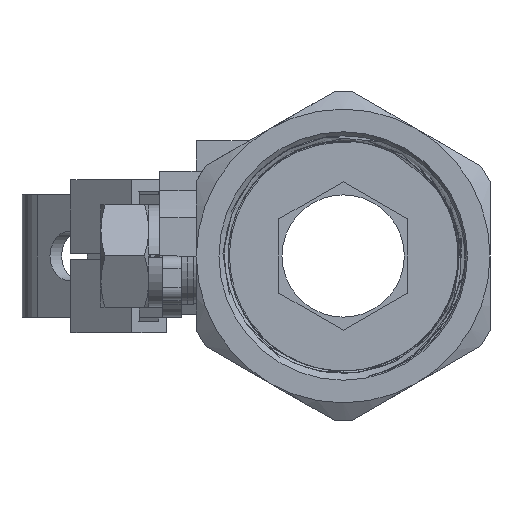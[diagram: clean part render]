
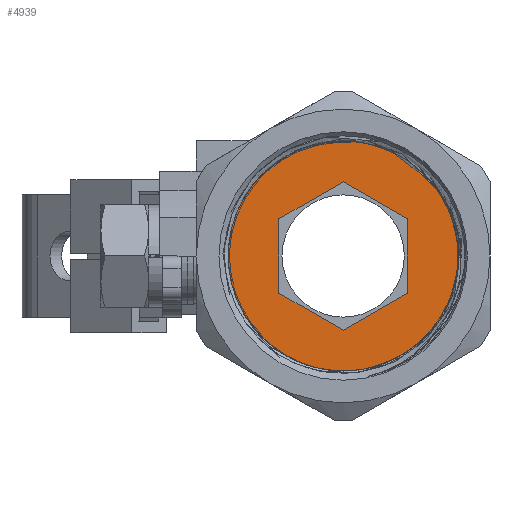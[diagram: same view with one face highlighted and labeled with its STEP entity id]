
A CAD part, left-side view. The second image highlights one B-rep face of the part: STEP entity #4939.
In plain terms, the highlighted planar face has unit normal (-1, 0, 0).
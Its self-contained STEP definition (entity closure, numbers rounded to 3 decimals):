
#231=LINE('',#18976,#506);
#241=LINE('',#20662,#516);
#244=LINE('',#20668,#519);
#246=LINE('',#20672,#521);
#248=LINE('',#20676,#523);
#250=LINE('',#20680,#525);
#252=LINE('',#20684,#527);
#506=VECTOR('',#5969,1000.);
#516=VECTOR('',#5987,1000.);
#519=VECTOR('',#5992,1000.);
#521=VECTOR('',#5996,1000.);
#523=VECTOR('',#6000,1000.);
#525=VECTOR('',#6004,1000.);
#527=VECTOR('',#6008,1000.);
#903=B_SPLINE_CURVE_WITH_KNOTS('',3,(#19557,#19558,#19559,#19560),
 .UNSPECIFIED.,.F.,.F.,(4,4),(0.,1.),.UNSPECIFIED.);
#1840=ORIENTED_EDGE('',*,*,#2990,.F.);
#1841=ORIENTED_EDGE('',*,*,#2988,.T.);
#1842=ORIENTED_EDGE('',*,*,#3036,.T.);
#1843=ORIENTED_EDGE('',*,*,#3031,.F.);
#1844=ORIENTED_EDGE('',*,*,#3029,.F.);
#1845=ORIENTED_EDGE('',*,*,#3027,.F.);
#1846=ORIENTED_EDGE('',*,*,#3025,.F.);
#1847=ORIENTED_EDGE('',*,*,#3023,.F.);
#1848=ORIENTED_EDGE('',*,*,#3020,.F.);
#2988=EDGE_CURVE('',#3692,#3695,#231,.T.);
#2990=EDGE_CURVE('',#3692,#3697,#903,.F.);
#3020=EDGE_CURVE('',#3724,#3725,#241,.T.);
#3023=EDGE_CURVE('',#3725,#3726,#244,.T.);
#3025=EDGE_CURVE('',#3726,#3727,#246,.T.);
#3027=EDGE_CURVE('',#3727,#3728,#248,.T.);
#3029=EDGE_CURVE('',#3728,#3729,#250,.T.);
#3031=EDGE_CURVE('',#3729,#3724,#252,.T.);
#3036=EDGE_CURVE('',#3695,#3697,#4073,.T.);
#3692=VERTEX_POINT('',#18970);
#3695=VERTEX_POINT('',#18975);
#3697=VERTEX_POINT('',#19561);
#3724=VERTEX_POINT('',#20663);
#3725=VERTEX_POINT('',#20664);
#3726=VERTEX_POINT('',#20669);
#3727=VERTEX_POINT('',#20673);
#3728=VERTEX_POINT('',#20677);
#3729=VERTEX_POINT('',#20681);
#4073=CIRCLE('',#5350,18.85);
#4269=EDGE_LOOP('',(#1840,#1841,#1842));
#4270=EDGE_LOOP('',(#1843,#1844,#1845,#1846,#1847,#1848));
#4554=FACE_BOUND('',#4269,.T.);
#4555=FACE_BOUND('',#4270,.T.);
#4781=PLANE('',#5349);
#4939=ADVANCED_FACE('',(#4554,#4555),#4781,.T.);
#5349=AXIS2_PLACEMENT_3D('',#20694,#6021,#6022);
#5350=AXIS2_PLACEMENT_3D('',#20695,#6023,#6024);
#5969=DIRECTION('',(0.,0.707,-0.707));
#5987=DIRECTION('',(0.,-0.866,-0.5));
#5992=DIRECTION('',(0.,-0.866,0.5));
#5996=DIRECTION('',(0.,0.,1.));
#6000=DIRECTION('',(0.,0.866,0.5));
#6004=DIRECTION('',(0.,0.866,-0.5));
#6008=DIRECTION('',(0.,0.,-1.));
#6021=DIRECTION('',(-1.,0.,0.));
#6022=DIRECTION('',(0.,0.,1.));
#6023=DIRECTION('',(-1.,0.,0.));
#6024=DIRECTION('',(0.,0.,1.));
#18970=CARTESIAN_POINT('',(-20.5,13.175,-13.175));
#18975=CARTESIAN_POINT('',(-20.5,13.329,-13.329));
#18976=CARTESIAN_POINT('',(-20.5,0.,0.));
#19557=CARTESIAN_POINT('',(-20.5,18.311,-4.477));
#19558=CARTESIAN_POINT('',(-20.5,17.429,-7.778));
#19559=CARTESIAN_POINT('',(-20.5,15.649,-10.799));
#19560=CARTESIAN_POINT('',(-20.5,13.175,-13.175));
#19561=CARTESIAN_POINT('',(-20.5,18.311,-4.477));
#20662=CARTESIAN_POINT('',(-20.5,10.5,-6.062));
#20663=CARTESIAN_POINT('',(-20.5,10.5,-6.062));
#20664=CARTESIAN_POINT('',(-20.5,0.,-12.124));
#20668=CARTESIAN_POINT('',(-20.5,0.,-12.124));
#20669=CARTESIAN_POINT('',(-20.5,-10.5,-6.062));
#20672=CARTESIAN_POINT('',(-20.5,-10.5,-6.062));
#20673=CARTESIAN_POINT('',(-20.5,-10.5,6.062));
#20676=CARTESIAN_POINT('',(-20.5,-10.5,6.062));
#20677=CARTESIAN_POINT('',(-20.5,0.,12.124));
#20680=CARTESIAN_POINT('',(-20.5,0.,12.124));
#20681=CARTESIAN_POINT('',(-20.5,10.5,6.062));
#20684=CARTESIAN_POINT('',(-20.5,10.5,6.062));
#20694=CARTESIAN_POINT('',(-20.5,0.,0.));
#20695=CARTESIAN_POINT('',(-20.5,0.,0.));
